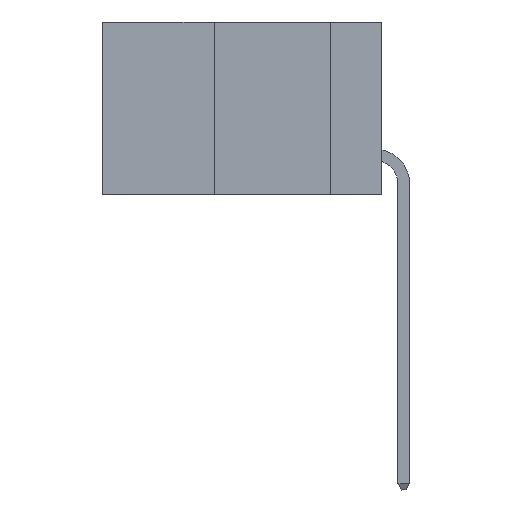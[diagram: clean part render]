
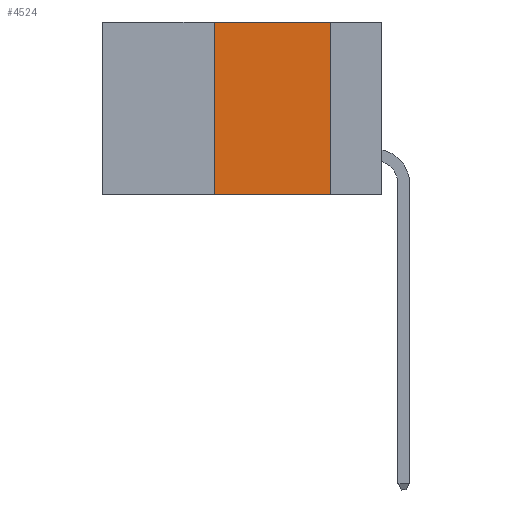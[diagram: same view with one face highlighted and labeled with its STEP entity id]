
A CAD part, left-side view. The second image highlights one B-rep face of the part: STEP entity #4524.
In plain terms, the highlighted planar face has unit normal (-1, 0, 0).
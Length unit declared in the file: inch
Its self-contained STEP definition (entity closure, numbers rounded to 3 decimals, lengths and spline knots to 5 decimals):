
#148 = VECTOR ( 'NONE', #10169, 39.37008 ) ;
#3288 = CARTESIAN_POINT ( 'NONE',  ( 0., 0.6, -0.37 ) ) ;
#4524 = ADVANCED_FACE ( 'NONE', ( #4861 ), #23188, .F. ) ;
#4861 = FACE_OUTER_BOUND ( 'NONE', #7684, .T. ) ;
#5306 = CARTESIAN_POINT ( 'NONE',  ( 0., 0.11, -0.37 ) ) ;
#6447 = LINE ( 'NONE', #11510, #34052 ) ;
#7466 = AXIS2_PLACEMENT_3D ( 'NONE', #28475, #12550, #31122 ) ;
#7684 = EDGE_LOOP ( 'NONE', ( #27282, #18053, #14181, #9924 ) ) ;
#7977 = VECTOR ( 'NONE', #8864, 39.37008 ) ;
#8864 = DIRECTION ( 'NONE',  ( 0., -1., 0. ) ) ;
#9572 = VERTEX_POINT ( 'NONE', #14004 ) ;
#9924 = ORIENTED_EDGE ( 'NONE', *, *, #11412, .T. ) ;
#10169 = DIRECTION ( 'NONE',  ( 0., 0., 1. ) ) ;
#11412 = EDGE_CURVE ( 'NONE', #9572, #16930, #22326, .T. ) ;
#11510 = CARTESIAN_POINT ( 'NONE',  ( 0., 0.11, 0. ) ) ;
#12550 = DIRECTION ( 'NONE',  ( 1., 0., 0. ) ) ;
#12916 = CARTESIAN_POINT ( 'NONE',  ( 0., 0.36, 0. ) ) ;
#13386 = CARTESIAN_POINT ( 'NONE',  ( 0., 0.36, 0. ) ) ;
#14004 = CARTESIAN_POINT ( 'NONE',  ( 0., 0.36, -0.37 ) ) ;
#14109 = VECTOR ( 'NONE', #25188, 39.37008 ) ;
#14181 = ORIENTED_EDGE ( 'NONE', *, *, #20042, .F. ) ;
#15102 = VERTEX_POINT ( 'NONE', #16227 ) ;
#16227 = CARTESIAN_POINT ( 'NONE',  ( 0., 0.11, 0. ) ) ;
#16930 = VERTEX_POINT ( 'NONE', #5306 ) ;
#18053 = ORIENTED_EDGE ( 'NONE', *, *, #31247, .F. ) ;
#20042 = EDGE_CURVE ( 'NONE', #9572, #32781, #21910, .T. ) ;
#21910 = LINE ( 'NONE', #12916, #148 ) ;
#22326 = LINE ( 'NONE', #3288, #7977 ) ;
#23188 = PLANE ( 'NONE',  #7466 ) ;
#25188 = DIRECTION ( 'NONE',  ( 0., -1., 0. ) ) ;
#27282 = ORIENTED_EDGE ( 'NONE', *, *, #30611, .F. ) ;
#27506 = DIRECTION ( 'NONE',  ( 0., 0., -1. ) ) ;
#28475 = CARTESIAN_POINT ( 'NONE',  ( 0., 0.6, 0. ) ) ;
#30611 = EDGE_CURVE ( 'NONE', #15102, #16930, #6447, .T. ) ;
#31122 = DIRECTION ( 'NONE',  ( 0., 0., -1. ) ) ;
#31247 = EDGE_CURVE ( 'NONE', #32781, #15102, #34407, .T. ) ;
#32781 = VERTEX_POINT ( 'NONE', #13386 ) ;
#33110 = CARTESIAN_POINT ( 'NONE',  ( 0., 0.6, 0. ) ) ;
#34052 = VECTOR ( 'NONE', #27506, 39.37008 ) ;
#34407 = LINE ( 'NONE', #33110, #14109 ) ;
